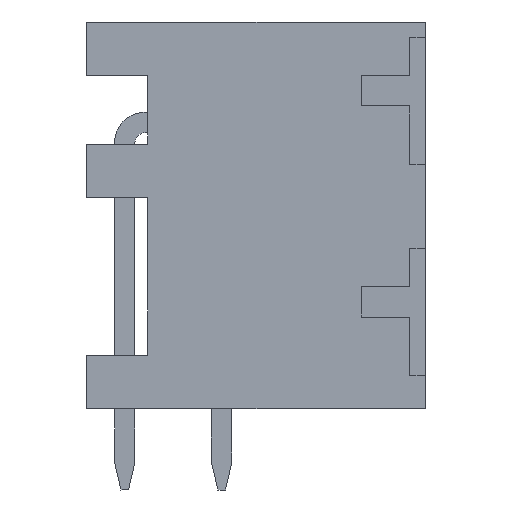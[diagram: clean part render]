
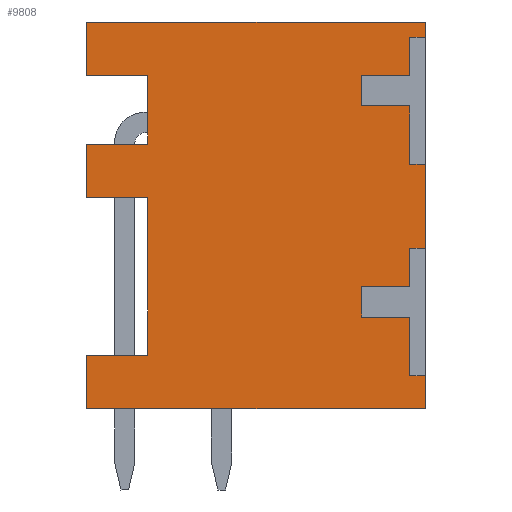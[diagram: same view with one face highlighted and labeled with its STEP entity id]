
A CAD part, left-side view. The second image highlights one B-rep face of the part: STEP entity #9808.
In plain terms, the highlighted planar face has unit normal (-1, 0, 0).
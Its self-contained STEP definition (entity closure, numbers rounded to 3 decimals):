
#9682=AXIS2_PLACEMENT_3D('Plane Axis2P3D',#9679,#9680,#9681) ;
#252=CARTESIAN_POINT('Vertex',(0.3,0.,18.4)) ;
#255=CARTESIAN_POINT('Line Origine',(0.3,0.,18.1)) ;
#259=CARTESIAN_POINT('Vertex',(0.3,0.,17.8)) ;
#280=CARTESIAN_POINT('Vertex',(0.3,0.,12.8)) ;
#283=CARTESIAN_POINT('Line Origine',(0.3,0.,11.15)) ;
#287=CARTESIAN_POINT('Vertex',(0.3,0.,9.5)) ;
#308=CARTESIAN_POINT('Vertex',(0.3,0.,4.5)) ;
#311=CARTESIAN_POINT('Line Origine',(0.3,0.,3.85)) ;
#315=CARTESIAN_POINT('Vertex',(0.3,0.,3.2)) ;
#4428=CARTESIAN_POINT('Vertex',(0.3,13.3,18.4)) ;
#4431=CARTESIAN_POINT('Line Origine',(0.3,6.65,18.4)) ;
#4529=CARTESIAN_POINT('Vertex',(0.3,13.3,16.3)) ;
#4534=CARTESIAN_POINT('Line Origine',(0.3,13.3,17.35)) ;
#5198=CARTESIAN_POINT('Vertex',(0.3,10.9,16.3)) ;
#5203=CARTESIAN_POINT('Line Origine',(0.3,12.1,16.3)) ;
#5515=CARTESIAN_POINT('Vertex',(0.3,10.9,13.6)) ;
#5520=CARTESIAN_POINT('Line Origine',(0.3,10.9,14.95)) ;
#5832=CARTESIAN_POINT('Vertex',(0.3,13.3,13.6)) ;
#5837=CARTESIAN_POINT('Line Origine',(0.3,12.1,13.6)) ;
#6144=CARTESIAN_POINT('Vertex',(0.3,13.3,11.5)) ;
#6149=CARTESIAN_POINT('Line Origine',(0.3,13.3,12.55)) ;
#7165=CARTESIAN_POINT('Vertex',(0.3,10.9,11.5)) ;
#7170=CARTESIAN_POINT('Line Origine',(0.3,12.1,11.5)) ;
#7477=CARTESIAN_POINT('Vertex',(0.3,10.9,5.3)) ;
#7482=CARTESIAN_POINT('Line Origine',(0.3,10.9,8.4)) ;
#7794=CARTESIAN_POINT('Vertex',(0.3,13.3,5.3)) ;
#7799=CARTESIAN_POINT('Line Origine',(0.3,12.1,5.3)) ;
#8106=CARTESIAN_POINT('Vertex',(0.3,13.3,3.2)) ;
#8111=CARTESIAN_POINT('Line Origine',(0.3,13.3,4.25)) ;
#9123=CARTESIAN_POINT('Line Origine',(0.3,6.65,3.2)) ;
#9679=CARTESIAN_POINT('Axis2P3D Location',(0.3,0.,0.)) ;
#9684=CARTESIAN_POINT('Line Origine',(0.3,0.3,12.8)) ;
#9688=CARTESIAN_POINT('Vertex',(0.3,0.6,12.8)) ;
#9691=CARTESIAN_POINT('Line Origine',(0.3,0.6,13.95)) ;
#9695=CARTESIAN_POINT('Vertex',(0.3,0.6,15.1)) ;
#9698=CARTESIAN_POINT('Line Origine',(0.3,1.55,15.1)) ;
#9702=CARTESIAN_POINT('Vertex',(0.3,2.5,15.1)) ;
#9705=CARTESIAN_POINT('Line Origine',(0.3,2.5,15.7)) ;
#9709=CARTESIAN_POINT('Vertex',(0.3,2.5,16.3)) ;
#9712=CARTESIAN_POINT('Line Origine',(0.3,1.55,16.3)) ;
#9716=CARTESIAN_POINT('Vertex',(0.3,0.6,16.3)) ;
#9719=CARTESIAN_POINT('Line Origine',(0.3,0.6,17.05)) ;
#9723=CARTESIAN_POINT('Vertex',(0.3,0.6,17.8)) ;
#9726=CARTESIAN_POINT('Line Origine',(0.3,0.3,17.8)) ;
#9731=CARTESIAN_POINT('Line Origine',(0.3,0.3,4.5)) ;
#9735=CARTESIAN_POINT('Vertex',(0.3,0.6,4.5)) ;
#9738=CARTESIAN_POINT('Line Origine',(0.3,0.6,5.65)) ;
#9742=CARTESIAN_POINT('Vertex',(0.3,0.6,6.8)) ;
#9745=CARTESIAN_POINT('Line Origine',(0.3,1.55,6.8)) ;
#9749=CARTESIAN_POINT('Vertex',(0.3,2.5,6.8)) ;
#9752=CARTESIAN_POINT('Line Origine',(0.3,2.5,7.4)) ;
#9756=CARTESIAN_POINT('Vertex',(0.3,2.5,8.)) ;
#9759=CARTESIAN_POINT('Line Origine',(0.3,1.55,8.)) ;
#9763=CARTESIAN_POINT('Vertex',(0.3,0.6,8.)) ;
#9766=CARTESIAN_POINT('Line Origine',(0.3,0.6,8.75)) ;
#9770=CARTESIAN_POINT('Vertex',(0.3,0.6,9.5)) ;
#9773=CARTESIAN_POINT('Line Origine',(0.3,0.3,9.5)) ;
#256=DIRECTION('Vector Direction',(0.,0.,-1.)) ;
#284=DIRECTION('Vector Direction',(0.,0.,-1.)) ;
#312=DIRECTION('Vector Direction',(0.,0.,-1.)) ;
#4432=DIRECTION('Vector Direction',(0.,-1.,0.)) ;
#4535=DIRECTION('Vector Direction',(0.,0.,1.)) ;
#5204=DIRECTION('Vector Direction',(0.,1.,0.)) ;
#5521=DIRECTION('Vector Direction',(0.,0.,1.)) ;
#5838=DIRECTION('Vector Direction',(0.,-1.,0.)) ;
#6150=DIRECTION('Vector Direction',(0.,0.,1.)) ;
#7171=DIRECTION('Vector Direction',(0.,1.,0.)) ;
#7483=DIRECTION('Vector Direction',(0.,0.,1.)) ;
#7800=DIRECTION('Vector Direction',(0.,-1.,0.)) ;
#8112=DIRECTION('Vector Direction',(0.,0.,1.)) ;
#9124=DIRECTION('Vector Direction',(0.,1.,0.)) ;
#9680=DIRECTION('Axis2P3D Direction',(-1.,0.,0.)) ;
#9681=DIRECTION('Axis2P3D XDirection',(0.,-1.,0.)) ;
#9685=DIRECTION('Vector Direction',(0.,1.,0.)) ;
#9692=DIRECTION('Vector Direction',(0.,0.,1.)) ;
#9699=DIRECTION('Vector Direction',(0.,1.,0.)) ;
#9706=DIRECTION('Vector Direction',(0.,0.,1.)) ;
#9713=DIRECTION('Vector Direction',(0.,-1.,0.)) ;
#9720=DIRECTION('Vector Direction',(0.,0.,1.)) ;
#9727=DIRECTION('Vector Direction',(0.,-1.,0.)) ;
#9732=DIRECTION('Vector Direction',(0.,1.,0.)) ;
#9739=DIRECTION('Vector Direction',(0.,0.,1.)) ;
#9746=DIRECTION('Vector Direction',(0.,1.,0.)) ;
#9753=DIRECTION('Vector Direction',(0.,0.,1.)) ;
#9760=DIRECTION('Vector Direction',(0.,-1.,0.)) ;
#9767=DIRECTION('Vector Direction',(0.,0.,1.)) ;
#9774=DIRECTION('Vector Direction',(0.,-1.,0.)) ;
#257=VECTOR('Line Direction',#256,1.) ;
#285=VECTOR('Line Direction',#284,1.) ;
#313=VECTOR('Line Direction',#312,1.) ;
#4433=VECTOR('Line Direction',#4432,1.) ;
#4536=VECTOR('Line Direction',#4535,1.) ;
#5205=VECTOR('Line Direction',#5204,1.) ;
#5522=VECTOR('Line Direction',#5521,1.) ;
#5839=VECTOR('Line Direction',#5838,1.) ;
#6151=VECTOR('Line Direction',#6150,1.) ;
#7172=VECTOR('Line Direction',#7171,1.) ;
#7484=VECTOR('Line Direction',#7483,1.) ;
#7801=VECTOR('Line Direction',#7800,1.) ;
#8113=VECTOR('Line Direction',#8112,1.) ;
#9125=VECTOR('Line Direction',#9124,1.) ;
#9686=VECTOR('Line Direction',#9685,1.) ;
#9693=VECTOR('Line Direction',#9692,1.) ;
#9700=VECTOR('Line Direction',#9699,1.) ;
#9707=VECTOR('Line Direction',#9706,1.) ;
#9714=VECTOR('Line Direction',#9713,1.) ;
#9721=VECTOR('Line Direction',#9720,1.) ;
#9728=VECTOR('Line Direction',#9727,1.) ;
#9733=VECTOR('Line Direction',#9732,1.) ;
#9740=VECTOR('Line Direction',#9739,1.) ;
#9747=VECTOR('Line Direction',#9746,1.) ;
#9754=VECTOR('Line Direction',#9753,1.) ;
#9761=VECTOR('Line Direction',#9760,1.) ;
#9768=VECTOR('Line Direction',#9767,1.) ;
#9775=VECTOR('Line Direction',#9774,1.) ;
#9779=ORIENTED_EDGE('',*,*,#289,.T.) ;
#9780=ORIENTED_EDGE('',*,*,#9690,.F.) ;
#9781=ORIENTED_EDGE('',*,*,#9697,.F.) ;
#9782=ORIENTED_EDGE('',*,*,#9704,.F.) ;
#9783=ORIENTED_EDGE('',*,*,#9711,.F.) ;
#9784=ORIENTED_EDGE('',*,*,#9718,.F.) ;
#9785=ORIENTED_EDGE('',*,*,#9725,.F.) ;
#9786=ORIENTED_EDGE('',*,*,#9730,.F.) ;
#9787=ORIENTED_EDGE('',*,*,#261,.T.) ;
#9788=ORIENTED_EDGE('',*,*,#4435,.T.) ;
#9789=ORIENTED_EDGE('',*,*,#4538,.T.) ;
#9790=ORIENTED_EDGE('',*,*,#5207,.T.) ;
#9791=ORIENTED_EDGE('',*,*,#5524,.T.) ;
#9792=ORIENTED_EDGE('',*,*,#5841,.T.) ;
#9793=ORIENTED_EDGE('',*,*,#6153,.T.) ;
#9794=ORIENTED_EDGE('',*,*,#7174,.T.) ;
#9795=ORIENTED_EDGE('',*,*,#7486,.T.) ;
#9796=ORIENTED_EDGE('',*,*,#7803,.T.) ;
#9797=ORIENTED_EDGE('',*,*,#8115,.T.) ;
#9798=ORIENTED_EDGE('',*,*,#9127,.T.) ;
#9799=ORIENTED_EDGE('',*,*,#317,.T.) ;
#9800=ORIENTED_EDGE('',*,*,#9737,.F.) ;
#9801=ORIENTED_EDGE('',*,*,#9744,.F.) ;
#9802=ORIENTED_EDGE('',*,*,#9751,.F.) ;
#9803=ORIENTED_EDGE('',*,*,#9758,.F.) ;
#9804=ORIENTED_EDGE('',*,*,#9765,.F.) ;
#9805=ORIENTED_EDGE('',*,*,#9772,.F.) ;
#9806=ORIENTED_EDGE('',*,*,#9777,.F.) ;
#9808=ADVANCED_FACE('HOUSING',(#9807),#9683,.T.) ;
#261=EDGE_CURVE('',#260,#253,#258,.F.) ;
#289=EDGE_CURVE('',#288,#281,#286,.F.) ;
#317=EDGE_CURVE('',#316,#309,#314,.F.) ;
#4435=EDGE_CURVE('',#253,#4429,#4434,.F.) ;
#4538=EDGE_CURVE('',#4429,#4530,#4537,.F.) ;
#5207=EDGE_CURVE('',#4530,#5199,#5206,.F.) ;
#5524=EDGE_CURVE('',#5199,#5516,#5523,.F.) ;
#5841=EDGE_CURVE('',#5516,#5833,#5840,.F.) ;
#6153=EDGE_CURVE('',#5833,#6145,#6152,.F.) ;
#7174=EDGE_CURVE('',#6145,#7166,#7173,.F.) ;
#7486=EDGE_CURVE('',#7166,#7478,#7485,.F.) ;
#7803=EDGE_CURVE('',#7478,#7795,#7802,.F.) ;
#8115=EDGE_CURVE('',#7795,#8107,#8114,.F.) ;
#9127=EDGE_CURVE('',#8107,#316,#9126,.F.) ;
#9690=EDGE_CURVE('',#9689,#281,#9687,.F.) ;
#9697=EDGE_CURVE('',#9696,#9689,#9694,.F.) ;
#9704=EDGE_CURVE('',#9703,#9696,#9701,.F.) ;
#9711=EDGE_CURVE('',#9710,#9703,#9708,.F.) ;
#9718=EDGE_CURVE('',#9717,#9710,#9715,.F.) ;
#9725=EDGE_CURVE('',#9724,#9717,#9722,.F.) ;
#9730=EDGE_CURVE('',#260,#9724,#9729,.F.) ;
#9737=EDGE_CURVE('',#9736,#309,#9734,.F.) ;
#9744=EDGE_CURVE('',#9743,#9736,#9741,.F.) ;
#9751=EDGE_CURVE('',#9750,#9743,#9748,.F.) ;
#9758=EDGE_CURVE('',#9757,#9750,#9755,.F.) ;
#9765=EDGE_CURVE('',#9764,#9757,#9762,.F.) ;
#9772=EDGE_CURVE('',#9771,#9764,#9769,.F.) ;
#9777=EDGE_CURVE('',#288,#9771,#9776,.F.) ;
#9778=EDGE_LOOP('',(#9779,#9780,#9781,#9782,#9783,#9784,#9785,#9786,#9787,#9788,#9789,#9790,#9791,#9792,#9793,#9794,#9795,#9796,#9797,#9798,#9799,#9800,#9801,#9802,#9803,#9804,#9805,#9806)) ;
#9807=FACE_OUTER_BOUND('',#9778,.T.) ;
#258=LINE('Line',#255,#257) ;
#286=LINE('Line',#283,#285) ;
#314=LINE('Line',#311,#313) ;
#4434=LINE('Line',#4431,#4433) ;
#4537=LINE('Line',#4534,#4536) ;
#5206=LINE('Line',#5203,#5205) ;
#5523=LINE('Line',#5520,#5522) ;
#5840=LINE('Line',#5837,#5839) ;
#6152=LINE('Line',#6149,#6151) ;
#7173=LINE('Line',#7170,#7172) ;
#7485=LINE('Line',#7482,#7484) ;
#7802=LINE('Line',#7799,#7801) ;
#8114=LINE('Line',#8111,#8113) ;
#9126=LINE('Line',#9123,#9125) ;
#9687=LINE('Line',#9684,#9686) ;
#9694=LINE('Line',#9691,#9693) ;
#9701=LINE('Line',#9698,#9700) ;
#9708=LINE('Line',#9705,#9707) ;
#9715=LINE('Line',#9712,#9714) ;
#9722=LINE('Line',#9719,#9721) ;
#9729=LINE('Line',#9726,#9728) ;
#9734=LINE('Line',#9731,#9733) ;
#9741=LINE('Line',#9738,#9740) ;
#9748=LINE('Line',#9745,#9747) ;
#9755=LINE('Line',#9752,#9754) ;
#9762=LINE('Line',#9759,#9761) ;
#9769=LINE('Line',#9766,#9768) ;
#9776=LINE('Line',#9773,#9775) ;
#9683=PLANE('',#9682) ;
#253=VERTEX_POINT('',#252) ;
#260=VERTEX_POINT('',#259) ;
#281=VERTEX_POINT('',#280) ;
#288=VERTEX_POINT('',#287) ;
#309=VERTEX_POINT('',#308) ;
#316=VERTEX_POINT('',#315) ;
#4429=VERTEX_POINT('',#4428) ;
#4530=VERTEX_POINT('',#4529) ;
#5199=VERTEX_POINT('',#5198) ;
#5516=VERTEX_POINT('',#5515) ;
#5833=VERTEX_POINT('',#5832) ;
#6145=VERTEX_POINT('',#6144) ;
#7166=VERTEX_POINT('',#7165) ;
#7478=VERTEX_POINT('',#7477) ;
#7795=VERTEX_POINT('',#7794) ;
#8107=VERTEX_POINT('',#8106) ;
#9689=VERTEX_POINT('',#9688) ;
#9696=VERTEX_POINT('',#9695) ;
#9703=VERTEX_POINT('',#9702) ;
#9710=VERTEX_POINT('',#9709) ;
#9717=VERTEX_POINT('',#9716) ;
#9724=VERTEX_POINT('',#9723) ;
#9736=VERTEX_POINT('',#9735) ;
#9743=VERTEX_POINT('',#9742) ;
#9750=VERTEX_POINT('',#9749) ;
#9757=VERTEX_POINT('',#9756) ;
#9764=VERTEX_POINT('',#9763) ;
#9771=VERTEX_POINT('',#9770) ;
